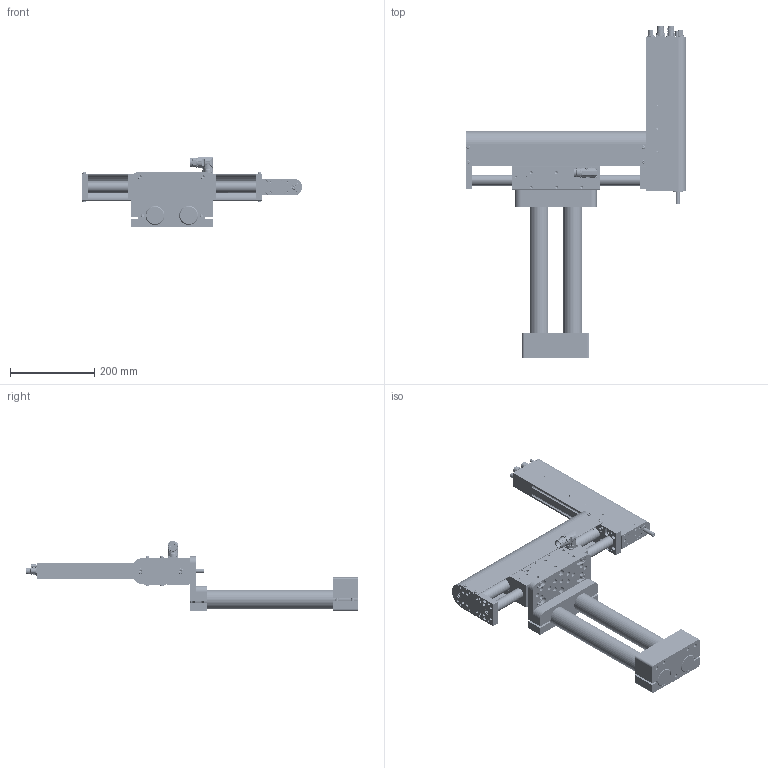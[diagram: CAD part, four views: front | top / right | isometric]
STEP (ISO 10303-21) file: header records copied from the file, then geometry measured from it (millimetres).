
FILE_DESCRIPTION (( 'STEP AP214' ), '1' );
FILE_NAME ('0386-0062_250930_PP05_185-48x150G_70-40x51-L-MS13-TS03-FS03_PS10.STEP', '2025-09-30T14:37:52', ( '' ), ( '' ), 'SwSTEP 2.0', 'SolidWorks 2025', '' );
FILE_SCHEMA (( 'AUTOMOTIVE_DESIGN' ));
Length unit declared in the file: millimetre
Products named in the file (28): 0230-0488_Zyl.-Schr._I-6kt_M8x25_8.8_v-b; 0180-1524_Z01-SL-45x...; 0150-4056_Z01-SB-45x2; DM01h-PS01-48x150G-HP-C-CS01; 0160-5561_PP05_SchrP_DM01-48_PR02-38!-40; 0180-1300_D01k-48x...-AD_D01k-48x427-AD; 0180-1301_DL01k-25-15.6x...-M18x1.5_DL01k-25-15,6x402-M18x1.5; 0230-0653_Zyl.-Schr._I-6kt_n-K_M10x25_8.8_v-b; DL01h-48x150G-HP-C-185_CS01_Läufer_beweglich_185; 0230-0038_Zyl.-Schr._I-6kt_M8x35_8.8_v-b; 0186-1537_PL01-28x410!360-HP-SF_PL01-28x410!360-HP-SF; 0230-0785_Zyl.-Stift_6x14_INOX; 0386-0062_250930_PP05_185-48x150G_70-40x51-L-MS13-TS03-FS03_PS10; 0186-2259_PR02-40x51-R_23x80F-HP-R-70-L_MSxx_TS03_FS03_PS10_MIN; 0230-0041_zyl.-schr._i-6kt_M4x16_8.8_v-b; 0230-0365_Lins.-Schr_I-6rd_M4x8_8.8_v-b; 0230-0441_Zyl.-Stift_4x12_STAHL-GH; 0150-4383_Hammermutter_N6_M4; 0150-6832_PP03_MT03_D01-37; 0230-0662_Zyl.-Schr._I-6kt_M8x30_8.8_v-b; 0186-1106_DM01-48x150G-HP-C-185_CS01_mITTE; 0180-1298_DM01k-48; 0180-1842_DM01k-48-H; RS02k-DA295x10_RS01k-DA295; Gehäuse_PR02-40x51-R_23x80F-HP-R-70_MSxx_TS03_FS03; 0180-1478_Z01-SA-45x2; 0150-4057_Z01-SA-45x2
Assembly tree (57 placements, depth 4):
  0386-0062_250930_PP05_185-48x150G_70-40x51-L-MS13-TS03-FS03_PS10
    0150-6832_PP03_MT03_D01-37
      0150-4056_Z01-SB-45x2
        0150-4056_Z01-SB-45x2
        0230-0038_Zyl.-Schr._I-6kt_M8x35_8.8_v-b  x4
      0180-1524_Z01-SL-45x...  x2
      0150-4057_Z01-SA-45x2
        0180-1478_Z01-SA-45x2
        0230-0662_Zyl.-Schr._I-6kt_M8x30_8.8_v-b  x4
      0230-0785_Zyl.-Stift_6x14_INOX  x2
      0230-0488_Zyl.-Schr._I-6kt_M8x25_8.8_v-b  x4
    0186-1106_DM01-48x150G-HP-C-185_CS01_mITTE
      DM01h-PS01-48x150G-HP-C-CS01
      DL01h-48x150G-HP-C-185_CS01_Läufer_beweglich_185
        0230-0365_Lins.-Schr_I-6rd_M4x8_8.8_v-b  x8
        0180-1300_D01k-48x...-AD_D01k-48x427-AD
        0230-0488_Zyl.-Schr._I-6kt_M8x25_8.8_v-b  x4
        0180-1842_DM01k-48-H
        0230-0653_Zyl.-Schr._I-6kt_n-K_M10x25_8.8_v-b
        0180-1298_DM01k-48
        0180-1301_DL01k-25-15.6x...-M18x1.5_DL01k-25-15,6x402-M18x1.5  x2
        0186-1537_PL01-28x410!360-HP-SF_PL01-28x410!360-HP-SF
    0160-5561_PP05_SchrP_DM01-48_PR02-38!-40
      0230-0041_zyl.-schr._i-6kt_M4x16_8.8_v-b  x4
      0150-4383_Hammermutter_N6_M4  x4
      0230-0441_Zyl.-Stift_4x12_STAHL-GH  x2
    0186-2259_PR02-40x51-R_23x80F-HP-R-70-L_MSxx_TS03_FS03_PS10_MIN
      Gehäuse_PR02-40x51-R_23x80F-HP-R-70_MSxx_TS03_FS03
      RS02k-DA295x10_RS01k-DA295
Bounding box: 524 x 789.3 x 166.62 mm (x, y, z)
Volume: 5750831.5 mm3; surface area: 1081558.7 mm2
Topology: 77 solids, 134 shells, 6965 faces, 17005 edges, 10550 vertices
Faces by surface type: plane 2441, cylinder 2293, cone 1548, bspline 614, torus 69
Full cylindrical faces by diameter (mm): 0.8 x16, 1 x26, 1.15 x10, 1.2 x11, 1.5 x5, 1.8 x5, 2 x16, 2.05 x4, 2.5 x48, 2.501 x40, 2.6 x4, 2.7 x12, 2.8 x5, 2.9 x4, 3 x12, 3.1 x6, 3.2 x4, 3.3 x38, 3.4 x3, 4 x94, 4.2 x9, 4.5 x12, 4.8 x8, 5 x42, 5.5 x7, 6 x77, 6.6 x29, 6.8 x22, 7 x8, 7.5 x4
Entity records: 216398 total; most frequent: CARTESIAN_POINT 86661, ORIENTED_EDGE 21156, DIRECTION 20498, EDGE_CURVE 10578, AXIS2_PLACEMENT_3D 7855, VERTEX_POINT 7482, EDGE_LOOP 6900, FACE_OUTER_BOUND 5629
